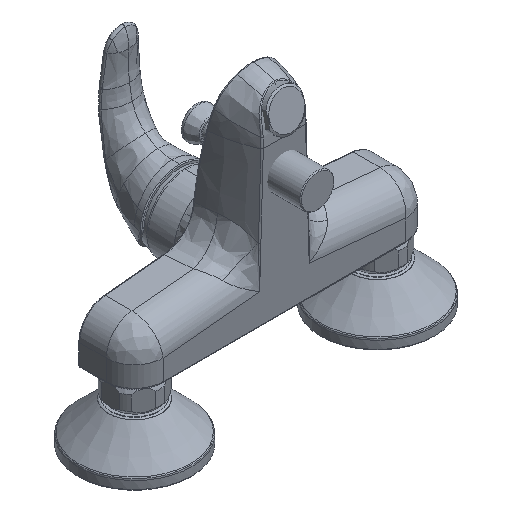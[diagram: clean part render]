
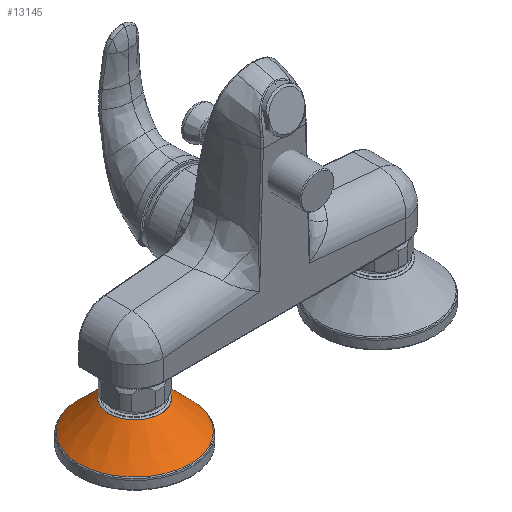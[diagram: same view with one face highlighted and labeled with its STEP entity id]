
A CAD part, isometric view. The second image highlights one B-rep face of the part: STEP entity #13145.
In plain terms, the highlighted conical face has half-angle 45.496 degrees and reference radius 35 mm.
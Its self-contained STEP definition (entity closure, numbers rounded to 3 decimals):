
#233 = CARTESIAN_POINT ( 'NONE',  ( -97.734, -25.918, 6.588 ) ) ;
#301 = CARTESIAN_POINT ( 'NONE',  ( -57.759, -29.855, 6.588 ) ) ;
#374 = CARTESIAN_POINT ( 'NONE',  ( -41.698, 8.92, 6.588 ) ) ;
#443 = CARTESIAN_POINT ( 'NONE',  ( -72.748, 34.402, 6.588 ) ) ;
#499 = CARTESIAN_POINT ( 'NONE',  ( -107.645, 11.085, 6.588 ) ) ;
#1547 = B_SPLINE_CURVE_WITH_KNOTS ( 'NONE', 3,
 ( #3216, #10709, #4739, #15018, #6273, #16424, #7826, #17844, #9350, #233, #10767, #1765, #12183, #3285, #13632, #4806, #15075, #6342, #16491, #7882, #17912, #9420, #301, #10825, #1833, #12247, #3348, #13696, #4879, #15140, #6412, #16556, #7955, #17970, #9485, #374, #10888, #1900, #12309, #3414, #13754, #4950, #15200, #6475, #16613, #8023, #18035, #9545, #443, #10951, #1961, #12369, #3478, #13818, #5007, #15261, #6538, #16668, #8088, #18099, #9607, #499, #11010, #2022, #12426, #3537 ),
 .UNSPECIFIED., .T., .F.,
 ( 4, 2, 2, 2, 2, 2, 2, 2, 2, 2, 2, 2, 2, 2, 2, 2, 2, 2, 2, 2, 2, 2, 2, 2, 2, 2, 2, 2, 2, 2, 2, 2, 4 ),
 ( 0., 0.031, 0.062, 0.094, 0.125, 0.156, 0.187, 0.219, 0.25, 0.281, 0.312, 0.344, 0.375, 0.406, 0.437, 0.469, 0.5, 0.531, 0.563, 0.594, 0.625, 0.656, 0.688, 0.719, 0.75, 0.781, 0.813, 0.844, 0.875, 0.906, 0.938, 0.969, 1. ),
 .UNSPECIFIED. ) ;
#1765 = CARTESIAN_POINT ( 'NONE',  ( -92.241, -29.855, 6.588 ) ) ;
#1833 = CARTESIAN_POINT ( 'NONE',  ( -52.266, -25.918, 6.588 ) ) ;
#1900 = CARTESIAN_POINT ( 'NONE',  ( -44.078, 15.245, 6.588 ) ) ;
#1961 = CARTESIAN_POINT ( 'NONE',  ( -79.503, 34.18, 6.588 ) ) ;
#2022 = CARTESIAN_POINT ( 'NONE',  ( -109.18, 4.503, 6.588 ) ) ;
#3216 = CARTESIAN_POINT ( 'NONE',  ( -109.402, 0., 6.588 ) ) ;
#3285 = CARTESIAN_POINT ( 'NONE',  ( -86.085, -32.645, 6.588 ) ) ;
#3348 = CARTESIAN_POINT ( 'NONE',  ( -47.647, -20.985, 6.588 ) ) ;
#3414 = CARTESIAN_POINT ( 'NONE',  ( -47.647, 20.985, 6.588 ) ) ;
#3478 = CARTESIAN_POINT ( 'NONE',  ( -86.085, 32.645, 6.588 ) ) ;
#3537 = CARTESIAN_POINT ( 'NONE',  ( -109.402, 0., 6.588 ) ) ;
#3666 = CIRCLE ( 'NONE', #15871, 16.252 ) ;
#4644 = DIRECTION ( 'NONE',  ( 0., 0., -1. ) ) ;
#4739 = CARTESIAN_POINT ( 'NONE',  ( -109.18, -4.503, 6.588 ) ) ;
#4806 = CARTESIAN_POINT ( 'NONE',  ( -79.503, -34.18, 6.588 ) ) ;
#4879 = CARTESIAN_POINT ( 'NONE',  ( -44.078, -15.245, 6.588 ) ) ;
#4950 = CARTESIAN_POINT ( 'NONE',  ( -52.266, 25.918, 6.588 ) ) ;
#5007 = CARTESIAN_POINT ( 'NONE',  ( -92.241, 29.855, 6.588 ) ) ;
#6273 = CARTESIAN_POINT ( 'NONE',  ( -107.645, -11.085, 6.588 ) ) ;
#6342 = CARTESIAN_POINT ( 'NONE',  ( -72.748, -34.402, 6.588 ) ) ;
#6412 = CARTESIAN_POINT ( 'NONE',  ( -41.698, -8.92, 6.588 ) ) ;
#6475 = CARTESIAN_POINT ( 'NONE',  ( -57.759, 29.855, 6.588 ) ) ;
#6538 = CARTESIAN_POINT ( 'NONE',  ( -97.734, 25.918, 6.588 ) ) ;
#7826 = CARTESIAN_POINT ( 'NONE',  ( -104.855, -17.241, 6.588 ) ) ;
#7882 = CARTESIAN_POINT ( 'NONE',  ( -66.08, -33.302, 6.588 ) ) ;
#7955 = CARTESIAN_POINT ( 'NONE',  ( -40.598, -2.252, 6.588 ) ) ;
#8009 = EDGE_LOOP ( 'NONE', ( #14459 ) ) ;
#8023 = CARTESIAN_POINT ( 'NONE',  ( -63.915, 32.645, 6.588 ) ) ;
#8088 = CARTESIAN_POINT ( 'NONE',  ( -102.353, 20.985, 6.588 ) ) ;
#8297 = AXIS2_PLACEMENT_3D ( 'NONE', #10505, #10564, #14800 ) ;
#8419 = FACE_BOUND ( 'NONE', #10969, .T. ) ;
#8561 = EDGE_CURVE ( 'NONE', #13353, #13353, #1547, .T. ) ;
#9350 = CARTESIAN_POINT ( 'NONE',  ( -100.918, -22.734, 6.588 ) ) ;
#9420 = CARTESIAN_POINT ( 'NONE',  ( -59.755, -30.922, 6.588 ) ) ;
#9485 = CARTESIAN_POINT ( 'NONE',  ( -40.82, 4.503, 6.588 ) ) ;
#9545 = CARTESIAN_POINT ( 'NONE',  ( -70.497, 34.18, 6.588 ) ) ;
#9607 = CARTESIAN_POINT ( 'NONE',  ( -105.922, 15.245, 6.588 ) ) ;
#10505 = CARTESIAN_POINT ( 'NONE',  ( -75., 0., 6. ) ) ;
#10564 = DIRECTION ( 'NONE',  ( 0., 0., -1. ) ) ;
#10709 = CARTESIAN_POINT ( 'NONE',  ( -109.402, -2.252, 6.588 ) ) ;
#10767 = CARTESIAN_POINT ( 'NONE',  ( -95.985, -27.353, 6.588 ) ) ;
#10825 = CARTESIAN_POINT ( 'NONE',  ( -54.015, -27.353, 6.588 ) ) ;
#10888 = CARTESIAN_POINT ( 'NONE',  ( -42.355, 11.085, 6.588 ) ) ;
#10951 = CARTESIAN_POINT ( 'NONE',  ( -77.252, 34.402, 6.588 ) ) ;
#10969 = EDGE_LOOP ( 'NONE', ( #14701 ) ) ;
#11010 = CARTESIAN_POINT ( 'NONE',  ( -108.302, 8.92, 6.588 ) ) ;
#11131 = VERTEX_POINT ( 'NONE', #17895 ) ;
#11352 = CONICAL_SURFACE ( 'NONE', #8297, 35., 0.794 ) ;
#12183 = CARTESIAN_POINT ( 'NONE',  ( -90.245, -30.922, 6.588 ) ) ;
#12247 = CARTESIAN_POINT ( 'NONE',  ( -49.082, -22.734, 6.588 ) ) ;
#12309 = CARTESIAN_POINT ( 'NONE',  ( -45.145, 17.241, 6.588 ) ) ;
#12369 = CARTESIAN_POINT ( 'NONE',  ( -83.92, 33.302, 6.588 ) ) ;
#12426 = CARTESIAN_POINT ( 'NONE',  ( -109.402, 2.252, 6.588 ) ) ;
#13145 = ADVANCED_FACE ( 'NONE', ( #14722, #8419 ), #11352, .T. ) ;
#13353 = VERTEX_POINT ( 'NONE', #16411 ) ;
#13484 = CARTESIAN_POINT ( 'NONE',  ( -75., 0., 24.426 ) ) ;
#13632 = CARTESIAN_POINT ( 'NONE',  ( -83.92, -33.302, 6.588 ) ) ;
#13696 = CARTESIAN_POINT ( 'NONE',  ( -45.145, -17.241, 6.588 ) ) ;
#13754 = CARTESIAN_POINT ( 'NONE',  ( -49.082, 22.734, 6.588 ) ) ;
#13818 = CARTESIAN_POINT ( 'NONE',  ( -90.245, 30.922, 6.588 ) ) ;
#14459 = ORIENTED_EDGE ( 'NONE', *, *, #8561, .T. ) ;
#14701 = ORIENTED_EDGE ( 'NONE', *, *, #15887, .T. ) ;
#14722 = FACE_OUTER_BOUND ( 'NONE', #8009, .T. ) ;
#14800 = DIRECTION ( 'NONE',  ( -1., 0., 0. ) ) ;
#14925 = DIRECTION ( 'NONE',  ( -1., 0., 0. ) ) ;
#15018 = CARTESIAN_POINT ( 'NONE',  ( -108.302, -8.92, 6.588 ) ) ;
#15075 = CARTESIAN_POINT ( 'NONE',  ( -77.252, -34.402, 6.588 ) ) ;
#15140 = CARTESIAN_POINT ( 'NONE',  ( -42.355, -11.085, 6.588 ) ) ;
#15200 = CARTESIAN_POINT ( 'NONE',  ( -54.015, 27.353, 6.588 ) ) ;
#15261 = CARTESIAN_POINT ( 'NONE',  ( -95.985, 27.353, 6.588 ) ) ;
#15871 = AXIS2_PLACEMENT_3D ( 'NONE', #13484, #4644, #14925 ) ;
#15887 = EDGE_CURVE ( 'NONE', #11131, #11131, #3666, .T. ) ;
#16411 = CARTESIAN_POINT ( 'NONE',  ( -109.402, 0., 6.588 ) ) ;
#16424 = CARTESIAN_POINT ( 'NONE',  ( -105.922, -15.245, 6.588 ) ) ;
#16491 = CARTESIAN_POINT ( 'NONE',  ( -70.497, -34.18, 6.588 ) ) ;
#16556 = CARTESIAN_POINT ( 'NONE',  ( -40.82, -4.503, 6.588 ) ) ;
#16613 = CARTESIAN_POINT ( 'NONE',  ( -59.755, 30.922, 6.588 ) ) ;
#16668 = CARTESIAN_POINT ( 'NONE',  ( -100.918, 22.734, 6.588 ) ) ;
#17844 = CARTESIAN_POINT ( 'NONE',  ( -102.353, -20.985, 6.588 ) ) ;
#17895 = CARTESIAN_POINT ( 'NONE',  ( -91.252, 0., 24.426 ) ) ;
#17912 = CARTESIAN_POINT ( 'NONE',  ( -63.915, -32.645, 6.588 ) ) ;
#17970 = CARTESIAN_POINT ( 'NONE',  ( -40.598, 2.252, 6.588 ) ) ;
#18035 = CARTESIAN_POINT ( 'NONE',  ( -66.08, 33.302, 6.588 ) ) ;
#18099 = CARTESIAN_POINT ( 'NONE',  ( -104.855, 17.241, 6.588 ) ) ;
